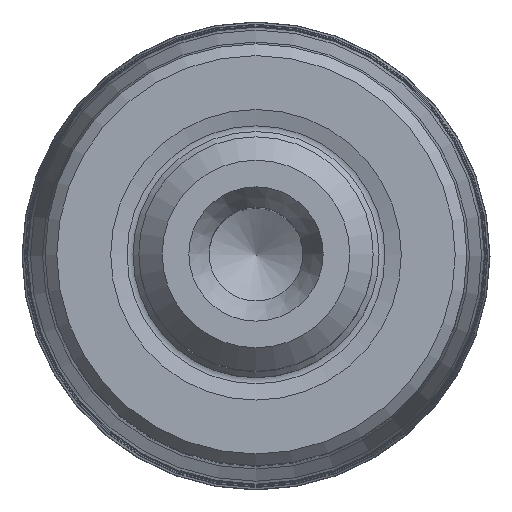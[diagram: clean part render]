
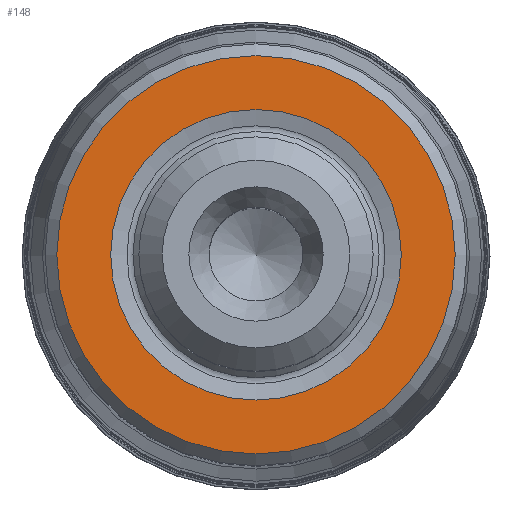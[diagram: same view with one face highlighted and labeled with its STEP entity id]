
A CAD part, top view. The second image highlights one B-rep face of the part: STEP entity #148.
In plain terms, the highlighted planar face has unit normal (0, 0, 1).
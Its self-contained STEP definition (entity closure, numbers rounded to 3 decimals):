
#42=PLANE('',#1165);
#148=ADVANCED_FACE('',(#463,#464),#42,.F.);
#463=FACE_BOUND('',#630,.T.);
#464=FACE_BOUND('',#631,.T.);
#630=EDGE_LOOP('',(#796));
#631=EDGE_LOOP('',(#797));
#796=ORIENTED_EDGE('',*,*,#987,.T.);
#797=ORIENTED_EDGE('',*,*,#988,.T.);
#903=VERTEX_POINT('',#2082);
#904=VERTEX_POINT('',#2084);
#987=EDGE_CURVE('',#903,#903,#1070,.T.);
#988=EDGE_CURVE('',#904,#904,#1071,.T.);
#1070=CIRCLE('',#1163,8.5);
#1071=CIRCLE('',#1164,6.199);
#1163=AXIS2_PLACEMENT_3D('',#2081,#1409,#1410);
#1164=AXIS2_PLACEMENT_3D('',#2083,#1411,#1412);
#1165=AXIS2_PLACEMENT_3D('',#2085,#1413,#1414);
#1409=DIRECTION('',(0.,0.,1.));
#1410=DIRECTION('',(-1.,0.,0.));
#1411=DIRECTION('',(0.,0.,-1.));
#1412=DIRECTION('',(-1.,0.,0.));
#1413=DIRECTION('',(0.,0.,-1.));
#1414=DIRECTION('',(-1.,0.,0.));
#2081=CARTESIAN_POINT('',(0.,0.,0.));
#2082=CARTESIAN_POINT('',(-8.5,0.,0.));
#2083=CARTESIAN_POINT('',(0.,0.,0.));
#2084=CARTESIAN_POINT('',(-6.199,0.,0.));
#2085=CARTESIAN_POINT('',(0.,0.,0.));
